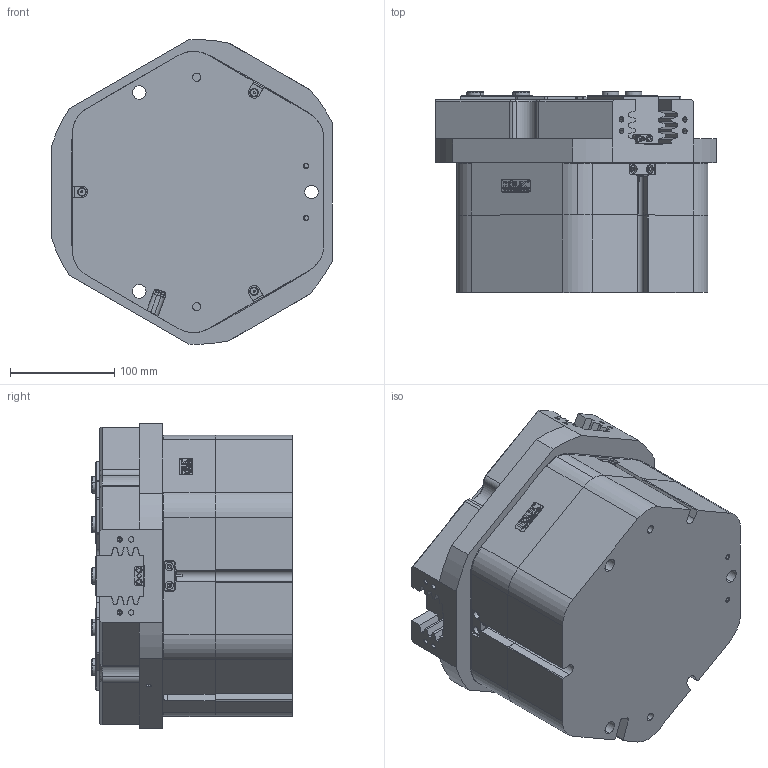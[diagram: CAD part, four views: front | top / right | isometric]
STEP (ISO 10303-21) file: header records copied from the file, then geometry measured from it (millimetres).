
FILE_DESCRIPTION (( 'STEP AP203' ), '1' );
FILE_NAME ('FZ185-292-NO.STEP', '2024-12-20T07:56:17', ( 'USER-' ), ( 'Microsoft' ), 'SwSTEP 2.0', 'SolidWorks 2018', '' );
FILE_SCHEMA (( 'CONFIG_CONTROL_DESIGN' ));
Length unit declared in the file: millimetre
Products named in the file (12): TZT185-292-M-01 褲极; TZT185-292-M-NO-05 菁裔啣; ﾏ擎ﾗ16｡ﾁ12｡ﾁ8; 32x12-R2; FZ185-292-NO; TZT185-292-M-06 笢猾啣; TR300-15-1晚假蚾輸; 湮酴; M8-30諉輪羲壽; TZT185-292-M-02 賑輸; TZT185-292; 昹親棠覜羲壽
Assembly tree (27 placements, depth 3):
  FZ185-292-NO
    TZT185-292
      TZT185-292-M-01 褲极
      TZT185-292-M-02 賑輸  x3
      TR300-15-1晚假蚾輸  x3
      湮酴  x3
      TZT185-292-M-06 笢猾啣
      32x12-R2
      M8-30諉輪羲壽  x3
      昹親棠覜羲壽  x2
    TZT185-292-M-NO-05 菁裔啣
    昹親棠覜羲壽  x2
    ﾏ擎ﾗ16｡ﾁ12｡ﾁ8  x6
Bounding box: 269 x 192.5 x 291.9 mm (x, y, z)
Volume: 9179679.2 mm3; surface area: 611543 mm2
Topology: 26 solids, 26 shells, 1808 faces, 4678 edges, 2980 vertices
Faces by surface type: plane 915, cylinder 516, cone 199, bspline 166, torus 12
Entity records: 47202 total; most frequent: CARTESIAN_POINT 14057, ORIENTED_EDGE 6756, DIRECTION 6144, EDGE_CURVE 3378, VECTOR 2204, LINE 2204, VERTEX_POINT 2182, AXIS2_PLACEMENT_3D 1970
